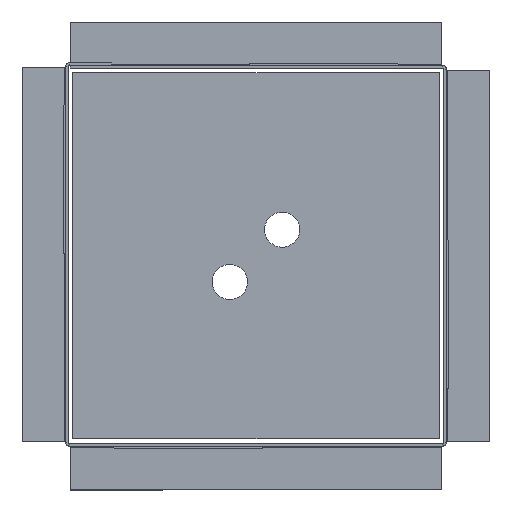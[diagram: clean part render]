
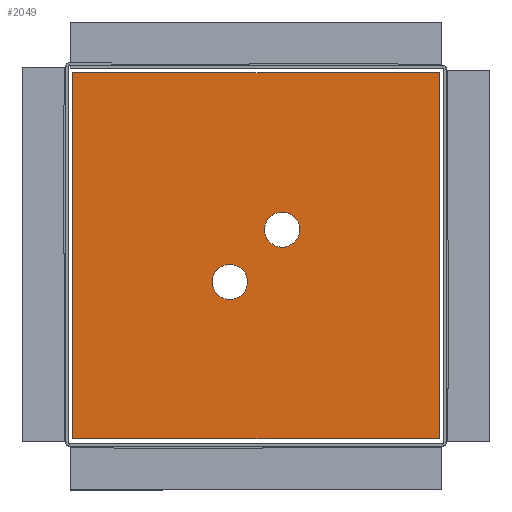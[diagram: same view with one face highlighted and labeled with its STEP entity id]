
A CAD part, top view. The second image highlights one B-rep face of the part: STEP entity #2049.
In plain terms, the highlighted face is planar.
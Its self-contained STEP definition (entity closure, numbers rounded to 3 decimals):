
#40 = CARTESIAN_POINT ( 'NONE',  ( -14.142, 1., 23.642 ) ) ;
#302 = VECTOR ( 'NONE', #4424, 1000. ) ;
#314 = ORIENTED_EDGE ( 'NONE', *, *, #4652, .T. ) ;
#337 = AXIS2_PLACEMENT_3D ( 'NONE', #2076, #4843, #2471 ) ;
#418 = CARTESIAN_POINT ( 'NONE',  ( -98.95, 1., -98.95 ) ) ;
#780 = LINE ( 'NONE', #418, #3826 ) ;
#855 = ORIENTED_EDGE ( 'NONE', *, *, #1292, .T. ) ;
#875 = EDGE_LOOP ( 'NONE', ( #314, #855 ) ) ;
#910 = DIRECTION ( 'NONE',  ( 0., 0., 1. ) ) ;
#989 = VERTEX_POINT ( 'NONE', #3265 ) ;
#1034 = CIRCLE ( 'NONE', #2356, 9.5 ) ;
#1063 = AXIS2_PLACEMENT_3D ( 'NONE', #2409, #2423, #2808 ) ;
#1072 = DIRECTION ( 'NONE',  ( 0., 1., 0. ) ) ;
#1292 = EDGE_CURVE ( 'NONE', #4547, #1311, #3880, .T. ) ;
#1311 = VERTEX_POINT ( 'NONE', #1966 ) ;
#1321 = FACE_OUTER_BOUND ( 'NONE', #2735, .T. ) ;
#1335 = CIRCLE ( 'NONE', #337, 9.5 ) ;
#1373 = ORIENTED_EDGE ( 'NONE', *, *, #4887, .T. ) ;
#1467 = CARTESIAN_POINT ( 'NONE',  ( -14.142, 1., 14.142 ) ) ;
#1504 = CARTESIAN_POINT ( 'NONE',  ( 98.95, 1., 98.95 ) ) ;
#1519 = ORIENTED_EDGE ( 'NONE', *, *, #1955, .T. ) ;
#1666 = CARTESIAN_POINT ( 'NONE',  ( 98.95, 1., -98.95 ) ) ;
#1678 = CARTESIAN_POINT ( 'NONE',  ( 0., 1., 0. ) ) ;
#1694 = LINE ( 'NONE', #4342, #2747 ) ;
#1710 = CARTESIAN_POINT ( 'NONE',  ( -98.95, 1., 98.95 ) ) ;
#1751 = CARTESIAN_POINT ( 'NONE',  ( 98.95, 1., -98.95 ) ) ;
#1852 = DIRECTION ( 'NONE',  ( 0., 0., -1. ) ) ;
#1955 = EDGE_CURVE ( 'NONE', #4179, #3430, #1694, .T. ) ;
#1966 = CARTESIAN_POINT ( 'NONE',  ( 14.142, 1., -23.642 ) ) ;
#2049 = ADVANCED_FACE ( 'NONE', ( #3305, #3437, #1321 ), #3283, .T. ) ;
#2076 = CARTESIAN_POINT ( 'NONE',  ( 14.142, 1., -14.142 ) ) ;
#2079 = AXIS2_PLACEMENT_3D ( 'NONE', #1678, #1072, #910 ) ;
#2111 = ORIENTED_EDGE ( 'NONE', *, *, #4519, .T. ) ;
#2126 = CARTESIAN_POINT ( 'NONE',  ( -98.95, 1., -98.95 ) ) ;
#2281 = LINE ( 'NONE', #1666, #302 ) ;
#2332 = DIRECTION ( 'NONE',  ( 0., -1., 0. ) ) ;
#2356 = AXIS2_PLACEMENT_3D ( 'NONE', #1467, #4234, #1852 ) ;
#2376 = VERTEX_POINT ( 'NONE', #1504 ) ;
#2409 = CARTESIAN_POINT ( 'NONE',  ( 14.142, 1., -14.142 ) ) ;
#2423 = DIRECTION ( 'NONE',  ( 0., -1., 0. ) ) ;
#2471 = DIRECTION ( 'NONE',  ( 0., 0., -1. ) ) ;
#2721 = VERTEX_POINT ( 'NONE', #1710 ) ;
#2735 = EDGE_LOOP ( 'NONE', ( #2111, #4778, #4341, #1519 ) ) ;
#2747 = VECTOR ( 'NONE', #4165, 1000. ) ;
#2795 = DIRECTION ( 'NONE',  ( 0., 0., 1. ) ) ;
#2808 = DIRECTION ( 'NONE',  ( 0., 0., -1. ) ) ;
#2869 = EDGE_LOOP ( 'NONE', ( #3416, #1373 ) ) ;
#3033 = LINE ( 'NONE', #3957, #3968 ) ;
#3135 = EDGE_CURVE ( 'NONE', #2721, #2376, #3033, .T. ) ;
#3237 = VERTEX_POINT ( 'NONE', #40 ) ;
#3256 = EDGE_CURVE ( 'NONE', #2376, #4179, #2281, .T. ) ;
#3265 = CARTESIAN_POINT ( 'NONE',  ( -14.142, 1., 4.642 ) ) ;
#3283 = PLANE ( 'NONE',  #2079 ) ;
#3305 = FACE_BOUND ( 'NONE', #2869, .T. ) ;
#3416 = ORIENTED_EDGE ( 'NONE', *, *, #3916, .T. ) ;
#3430 = VERTEX_POINT ( 'NONE', #2126 ) ;
#3437 = FACE_BOUND ( 'NONE', #875, .T. ) ;
#3532 = AXIS2_PLACEMENT_3D ( 'NONE', #4692, #2332, #5091 ) ;
#3556 = DIRECTION ( 'NONE',  ( 1., 0., 0. ) ) ;
#3826 = VECTOR ( 'NONE', #2795, 1000. ) ;
#3880 = CIRCLE ( 'NONE', #1063, 9.5 ) ;
#3916 = EDGE_CURVE ( 'NONE', #989, #3237, #4557, .T. ) ;
#3957 = CARTESIAN_POINT ( 'NONE',  ( -98.95, 1., 98.95 ) ) ;
#3968 = VECTOR ( 'NONE', #3556, 1000. ) ;
#3993 = CARTESIAN_POINT ( 'NONE',  ( 14.142, 1., -4.642 ) ) ;
#4165 = DIRECTION ( 'NONE',  ( -1., 0., 0. ) ) ;
#4179 = VERTEX_POINT ( 'NONE', #1751 ) ;
#4234 = DIRECTION ( 'NONE',  ( 0., -1., 0. ) ) ;
#4341 = ORIENTED_EDGE ( 'NONE', *, *, #3256, .T. ) ;
#4342 = CARTESIAN_POINT ( 'NONE',  ( -98.95, 1., -98.95 ) ) ;
#4424 = DIRECTION ( 'NONE',  ( 0., 0., -1. ) ) ;
#4519 = EDGE_CURVE ( 'NONE', #3430, #2721, #780, .T. ) ;
#4547 = VERTEX_POINT ( 'NONE', #3993 ) ;
#4557 = CIRCLE ( 'NONE', #3532, 9.5 ) ;
#4652 = EDGE_CURVE ( 'NONE', #1311, #4547, #1335, .T. ) ;
#4692 = CARTESIAN_POINT ( 'NONE',  ( -14.142, 1., 14.142 ) ) ;
#4778 = ORIENTED_EDGE ( 'NONE', *, *, #3135, .T. ) ;
#4843 = DIRECTION ( 'NONE',  ( 0., -1., 0. ) ) ;
#4887 = EDGE_CURVE ( 'NONE', #3237, #989, #1034, .T. ) ;
#5091 = DIRECTION ( 'NONE',  ( 0., 0., -1. ) ) ;
